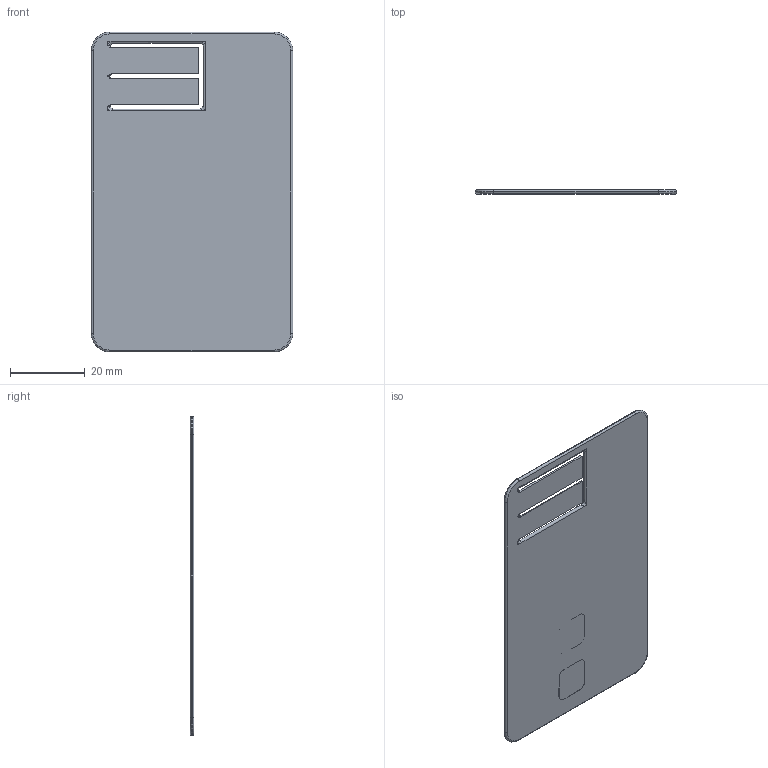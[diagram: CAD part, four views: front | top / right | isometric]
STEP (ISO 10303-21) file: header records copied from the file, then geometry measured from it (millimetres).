
FILE_DESCRIPTION(/* description */ (''),/* implementation_level */ '2;1');
FILE_NAME(/* name */ 'pFillamentCard-2-blank.stp',/* time_stamp */ '2020-07-07T00:10:59+02:00',/* author */ ('niels'),/* organization */ (''),/* preprocessor_version */ 'ST-DEVELOPER v18.1',/* originating_system */ 'Autodesk Inventor 2020',/* authorisation */ '');
FILE_SCHEMA (('AUTOMOTIVE_DESIGN { 1 0 10303 214 3 1 1 }'));
Length unit declared in the file: millimetre
Products named in the file (1): pFillamentCard-2-blank
Bounding box: 53.98 x 1 x 85.6 mm (x, y, z)
Volume: 3159.1 mm3; surface area: 9539.9 mm2
Topology: 1 solids, 1 shells, 638 faces, 1628 edges, 1036 vertices
Faces by surface type: bspline 248, plane 194, cylinder 116, torus 80
Entity records: 21564 total; most frequent: CARTESIAN_POINT 7638, ORIENTED_EDGE 3240, DIRECTION 2208, EDGE_CURVE 1620, VERTEX_POINT 1036, LINE 786, VECTOR 786, AXIS2_PLACEMENT_3D 711
